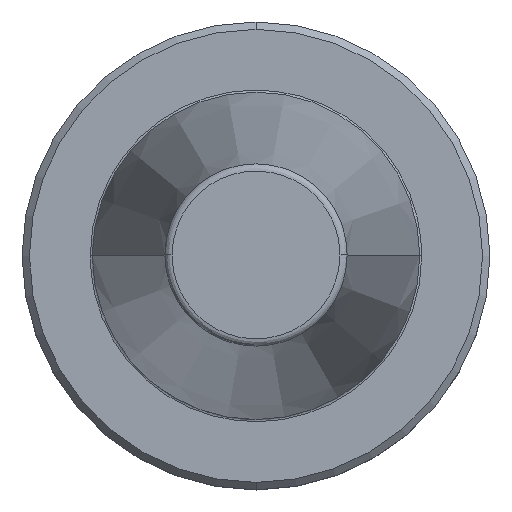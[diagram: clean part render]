
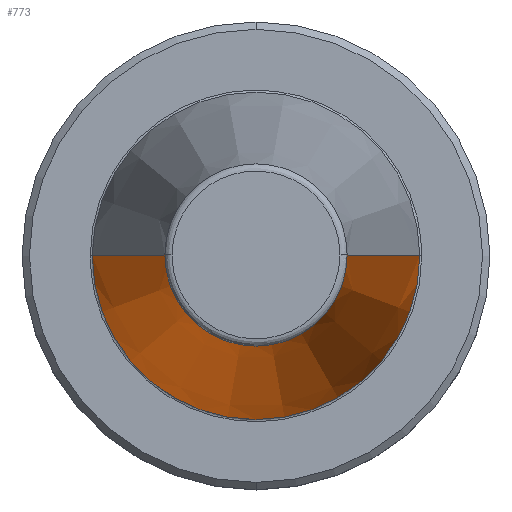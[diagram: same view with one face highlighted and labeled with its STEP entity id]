
A CAD part, top view. The second image highlights one B-rep face of the part: STEP entity #773.
In plain terms, the highlighted conical face has half-angle 8.297 degrees and reference radius 22.225 mm.
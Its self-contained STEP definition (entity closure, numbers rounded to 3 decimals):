
#28 = ORIENTED_EDGE ( 'NONE', *, *, #577, .T. ) ;
#52 = EDGE_LOOP ( 'NONE', ( #397, #28, #128, #343 ) ) ;
#71 = CONICAL_SURFACE ( 'NONE', #559, 22.225, 0.145 ) ;
#127 = CARTESIAN_POINT ( 'NONE',  ( 22.225, 0., 0. ) ) ;
#128 = ORIENTED_EDGE ( 'NONE', *, *, #864, .T. ) ;
#146 = VERTEX_POINT ( 'NONE', #1043 ) ;
#177 = CARTESIAN_POINT ( 'NONE',  ( 0., 0., 67.544 ) ) ;
#204 = VERTEX_POINT ( 'NONE', #886 ) ;
#304 = DIRECTION ( 'NONE',  ( -1., 0., 0. ) ) ;
#343 = ORIENTED_EDGE ( 'NONE', *, *, #723, .F. ) ;
#375 = CIRCLE ( 'NONE', #820, 12.375 ) ;
#379 = CARTESIAN_POINT ( 'NONE',  ( 0., 0., 0. ) ) ;
#397 = ORIENTED_EDGE ( 'NONE', *, *, #1375, .F. ) ;
#503 = DIRECTION ( 'NONE',  ( 1., 0., 0. ) ) ;
#559 = AXIS2_PLACEMENT_3D ( 'NONE', #1648, #1312, #1551 ) ;
#577 = EDGE_CURVE ( 'NONE', #204, #146, #375, .T. ) ;
#646 = DIRECTION ( 'NONE',  ( 0.144, 0., -0.99 ) ) ;
#674 = DIRECTION ( 'NONE',  ( -0.144, 0., -0.99 ) ) ;
#681 = LINE ( 'NONE', #1214, #1642 ) ;
#723 = EDGE_CURVE ( 'NONE', #1110, #1663, #1543, .T. ) ;
#773 = ADVANCED_FACE ( 'NONE', ( #870 ), #71, .T. ) ;
#820 = AXIS2_PLACEMENT_3D ( 'NONE', #177, #1111, #304 ) ;
#864 = EDGE_CURVE ( 'NONE', #146, #1663, #681, .T. ) ;
#870 = FACE_OUTER_BOUND ( 'NONE', #52, .T. ) ;
#886 = CARTESIAN_POINT ( 'NONE',  ( 12.375, 0., 67.544 ) ) ;
#993 = VECTOR ( 'NONE', #646, 1000. ) ;
#1043 = CARTESIAN_POINT ( 'NONE',  ( -12.375, 0., 67.544 ) ) ;
#1110 = VERTEX_POINT ( 'NONE', #1127 ) ;
#1111 = DIRECTION ( 'NONE',  ( 0., 0., -1. ) ) ;
#1127 = CARTESIAN_POINT ( 'NONE',  ( 22.225, 0., 0. ) ) ;
#1181 = CARTESIAN_POINT ( 'NONE',  ( -22.225, 0., 0. ) ) ;
#1214 = CARTESIAN_POINT ( 'NONE',  ( -22.225, 0., 0. ) ) ;
#1301 = DIRECTION ( 'NONE',  ( 0., 0., -1. ) ) ;
#1312 = DIRECTION ( 'NONE',  ( 0., 0., -1. ) ) ;
#1365 = LINE ( 'NONE', #127, #993 ) ;
#1375 = EDGE_CURVE ( 'NONE', #204, #1110, #1365, .T. ) ;
#1541 = AXIS2_PLACEMENT_3D ( 'NONE', #379, #1301, #503 ) ;
#1543 = CIRCLE ( 'NONE', #1541, 22.225 ) ;
#1551 = DIRECTION ( 'NONE',  ( -1., 0., 0. ) ) ;
#1642 = VECTOR ( 'NONE', #674, 1000. ) ;
#1648 = CARTESIAN_POINT ( 'NONE',  ( 0., 0., 0. ) ) ;
#1663 = VERTEX_POINT ( 'NONE', #1181 ) ;
